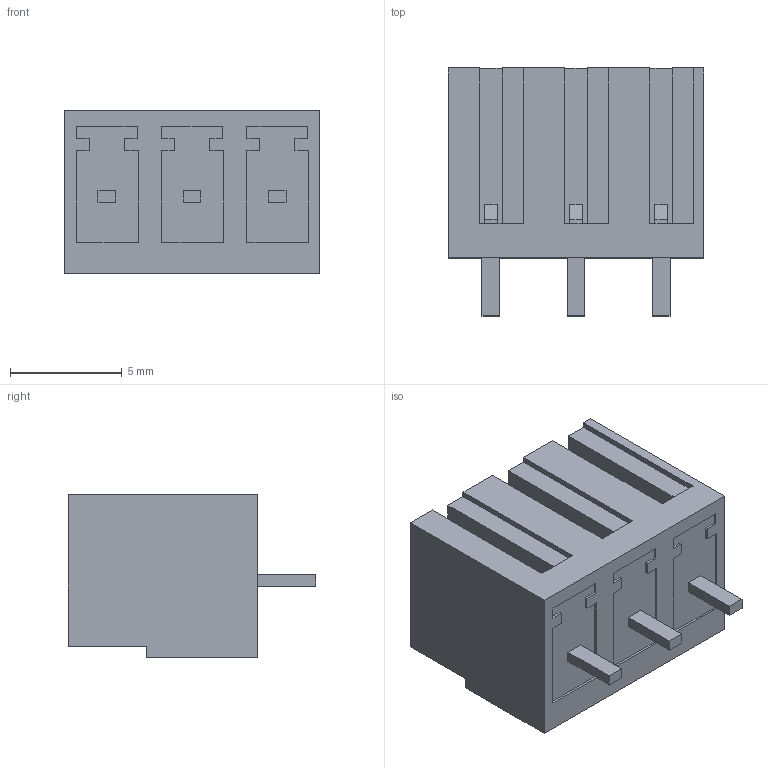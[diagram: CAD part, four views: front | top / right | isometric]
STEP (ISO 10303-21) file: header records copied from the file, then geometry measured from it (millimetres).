
FILE_DESCRIPTION((''),'2;1');
FILE_NAME('C-1776113-3','2016-07-06T',('workeradm'),('Tyco Electronics Ltd.'),'CREO PARAMETRIC BY PTC INC, 2016050','CREO PARAMETRIC BY PTC INC, 2016050','');
FILE_SCHEMA(('AUTOMOTIVE_DESIGN { 1 0 10303 214 1 1 1 1 }'));
Length unit declared in the file: millimetre
Products named in the file (1): C-1776113-3
Bounding box: 11.43 x 11.1 x 7.3 mm (x, y, z)
Volume: 614 mm3; surface area: 612.1 mm2
Topology: 4 solids, 4 shells, 147 faces, 388 edges, 258 vertices
Faces by surface type: plane 125, cylinder 18, bspline 4
Entity records: 4841 total; most frequent: CARTESIAN_POINT 1062, ORIENTED_EDGE 776, DIRECTION 680, EDGE_CURVE 388, VECTOR 318, LINE 318, VERTEX_POINT 258, AXIS2_PLACEMENT_3D 181
